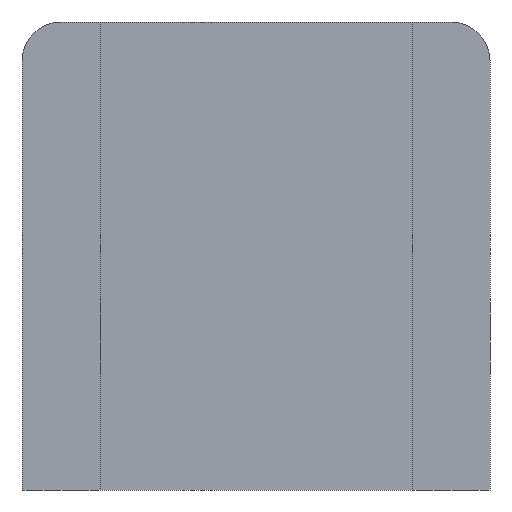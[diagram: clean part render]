
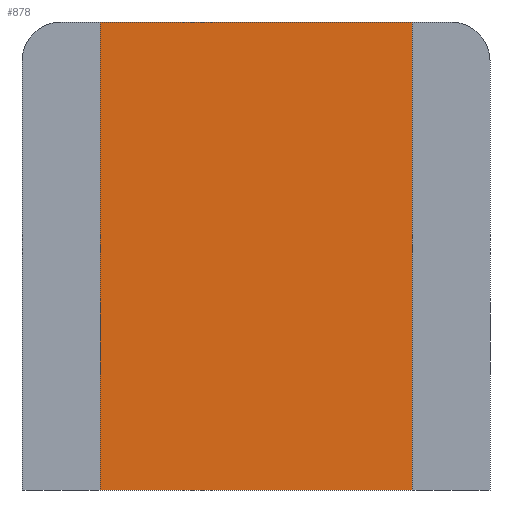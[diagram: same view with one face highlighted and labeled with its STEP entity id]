
A CAD part, front view. The second image highlights one B-rep face of the part: STEP entity #878.
In plain terms, the highlighted planar face has unit normal (0, -1, 0).
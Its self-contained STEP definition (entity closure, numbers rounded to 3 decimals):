
#33=PLANE('',#997);
#82=LINE('',#1694,#143);
#99=LINE('',#1737,#160);
#110=LINE('',#1769,#171);
#111=LINE('',#1771,#172);
#143=VECTOR('',#1184,10.);
#160=VECTOR('',#1225,10.);
#171=VECTOR('',#1266,10.);
#172=VECTOR('',#1269,10.);
#245=FACE_OUTER_BOUND('',#301,.T.);
#301=EDGE_LOOP('',(#812,#813,#814,#815));
#418=VERTEX_POINT('',#1691);
#419=VERTEX_POINT('',#1693);
#432=VERTEX_POINT('',#1734);
#433=VERTEX_POINT('',#1736);
#527=EDGE_CURVE('',#418,#419,#82,.T.);
#549=EDGE_CURVE('',#433,#432,#99,.T.);
#565=EDGE_CURVE('',#432,#419,#110,.T.);
#566=EDGE_CURVE('',#433,#418,#111,.T.);
#812=ORIENTED_EDGE('',*,*,#549,.T.);
#813=ORIENTED_EDGE('',*,*,#565,.T.);
#814=ORIENTED_EDGE('',*,*,#527,.F.);
#815=ORIENTED_EDGE('',*,*,#566,.F.);
#878=ADVANCED_FACE('',(#245),#33,.T.);
#997=AXIS2_PLACEMENT_3D('',#1770,#1267,#1268);
#1184=DIRECTION('',(1.,0.,0.));
#1225=DIRECTION('',(1.,0.,0.));
#1266=DIRECTION('',(0.,0.,1.));
#1267=DIRECTION('center_axis',(0.,-1.,0.));
#1268=DIRECTION('ref_axis',(1.,0.,0.));
#1269=DIRECTION('',(0.,0.,1.));
#1691=CARTESIAN_POINT('',(-10.,10.,30.));
#1693=CARTESIAN_POINT('',(10.,10.,30.));
#1694=CARTESIAN_POINT('',(-10.,10.,30.));
#1734=CARTESIAN_POINT('',(10.,10.,0.));
#1736=CARTESIAN_POINT('',(-10.,10.,0.));
#1737=CARTESIAN_POINT('',(-10.,10.,0.));
#1769=CARTESIAN_POINT('',(10.,10.,0.));
#1770=CARTESIAN_POINT('Origin',(-10.,10.,0.));
#1771=CARTESIAN_POINT('',(-10.,10.,0.));
